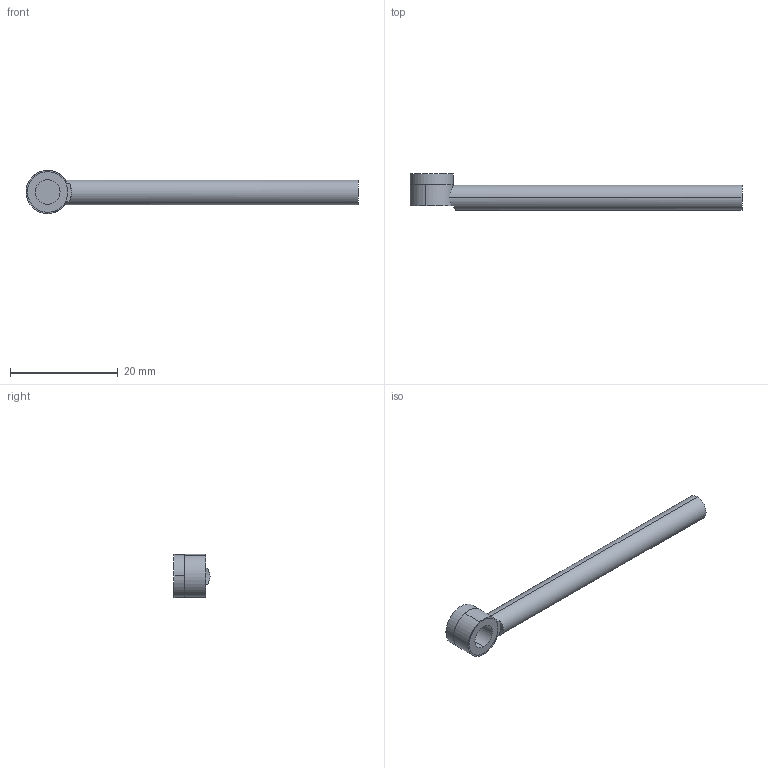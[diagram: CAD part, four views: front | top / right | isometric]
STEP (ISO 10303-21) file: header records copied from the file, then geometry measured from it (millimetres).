
FILE_DESCRIPTION (( 'STEP AP203' ), '1' );
FILE_NAME ('Presser_v1.000.002.STEP', '2024-12-01T04:55:59', ( '' ), ( '' ), 'SwSTEP 2.0', 'SolidWorks 2024', '' );
FILE_SCHEMA (( 'CONFIG_CONTROL_DESIGN' ));
Length unit declared in the file: millimetre
Products named in the file (1): Presser_v1.000.002
Bounding box: 61.63 x 6.7 x 8.03 mm (x, y, z)
Volume: 1134.8 mm3; surface area: 1095.4 mm2
Topology: 1 solids, 1 shells, 23 faces, 52 edges, 33 vertices
Faces by surface type: cylinder 14, plane 9
Entity records: 791 total; most frequent: CARTESIAN_POINT 183, DIRECTION 120, ORIENTED_EDGE 104, EDGE_CURVE 52, AXIS2_PLACEMENT_3D 50, VERTEX_POINT 33, CIRCLE 26, EDGE_LOOP 25
